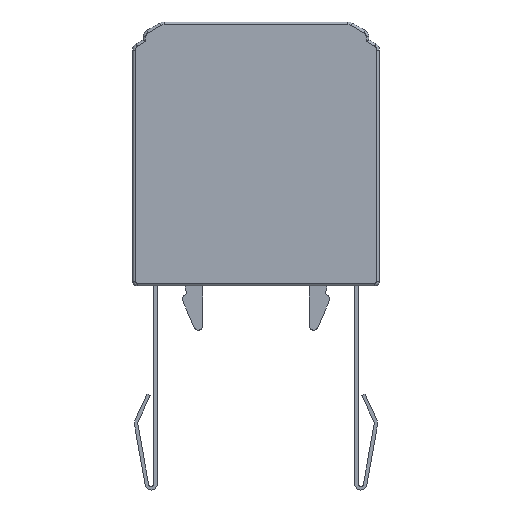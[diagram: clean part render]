
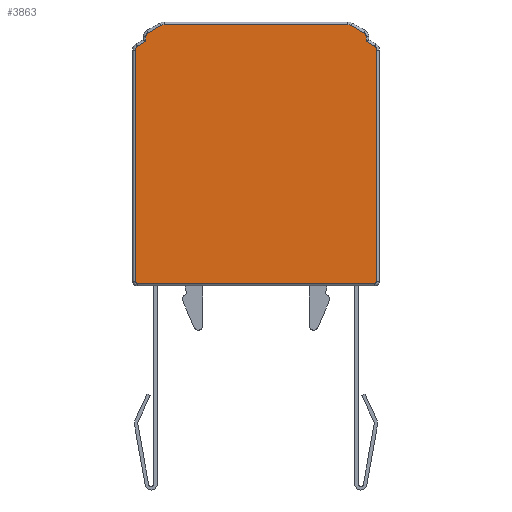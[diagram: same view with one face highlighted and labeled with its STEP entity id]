
A CAD part, left-side view. The second image highlights one B-rep face of the part: STEP entity #3863.
In plain terms, the highlighted planar face has unit normal (-1, 0, 0).
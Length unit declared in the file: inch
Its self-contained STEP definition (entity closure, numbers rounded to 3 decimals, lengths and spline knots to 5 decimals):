
#45=B_SPLINE_CURVE_WITH_KNOTS('',3,(#6071,#6072,#6073,#6074,#6075,#6076,
#6077,#6078,#6079,#6080,#6081,#6082,#6083),.UNSPECIFIED.,.F.,.F.,(4,3,3,
3,4),(0.,0.25,0.5,0.75,1.),.UNSPECIFIED.);
#46=B_SPLINE_CURVE_WITH_KNOTS('',3,(#6106,#6107,#6108,#6109,#6110,#6111,
#6112,#6113,#6114,#6115,#6116,#6117,#6118),.UNSPECIFIED.,.F.,.F.,(4,3,3,
3,4),(0.,0.25,0.5,0.75,1.),.UNSPECIFIED.);
#162=CIRCLE('',#4126,0.00031);
#165=CIRCLE('',#4130,0.00031);
#166=CIRCLE('',#4131,0.00078);
#167=CIRCLE('',#4132,0.00109);
#168=CIRCLE('',#4133,0.00109);
#169=CIRCLE('',#4134,0.00078);
#355=FACE_OUTER_BOUND('',#585,.T.);
#585=EDGE_LOOP('',(#2885,#2886,#2887,#2888,#2889,#2890,#2891,#2892,#2893,
#2894,#2895,#2896,#2897,#2898,#2899,#2900,#2901,#2902));
#935=LINE('',#6063,#1347);
#936=LINE('',#6065,#1348);
#937=LINE('',#6069,#1349);
#938=LINE('',#6085,#1350);
#939=LINE('',#6087,#1351);
#940=LINE('',#6091,#1352);
#941=LINE('',#6095,#1353);
#942=LINE('',#6099,#1354);
#943=LINE('',#6103,#1355);
#944=LINE('',#6105,#1356);
#1347=VECTOR('',#4792,0.04036);
#1348=VECTOR('',#4793,0.04154);
#1349=VECTOR('',#4796,0.04036);
#1350=VECTOR('',#4797,0.0017);
#1351=VECTOR('',#4798,0.0008);
#1352=VECTOR('',#4801,0.00259);
#1353=VECTOR('',#4804,0.0321);
#1354=VECTOR('',#4807,0.00259);
#1355=VECTOR('',#4810,0.0008);
#1356=VECTOR('',#4811,0.0017);
#1730=VERTEX_POINT('',#6056);
#1731=VERTEX_POINT('',#6057);
#1732=VERTEX_POINT('',#6062);
#1733=VERTEX_POINT('',#6064);
#1734=VERTEX_POINT('',#6066);
#1735=VERTEX_POINT('',#6068);
#1736=VERTEX_POINT('',#6070);
#1737=VERTEX_POINT('',#6084);
#1738=VERTEX_POINT('',#6086);
#1739=VERTEX_POINT('',#6088);
#1740=VERTEX_POINT('',#6090);
#1741=VERTEX_POINT('',#6092);
#1742=VERTEX_POINT('',#6094);
#1743=VERTEX_POINT('',#6096);
#1744=VERTEX_POINT('',#6098);
#1745=VERTEX_POINT('',#6100);
#1746=VERTEX_POINT('',#6102);
#1747=VERTEX_POINT('',#6104);
#2153=EDGE_CURVE('',#1730,#1731,#162,.T.);
#2156=EDGE_CURVE('',#1732,#1730,#935,.T.);
#2157=EDGE_CURVE('',#1731,#1733,#936,.T.);
#2158=EDGE_CURVE('',#1733,#1734,#165,.T.);
#2159=EDGE_CURVE('',#1734,#1735,#937,.T.);
#2160=EDGE_CURVE('',#1736,#1735,#45,.T.);
#2161=EDGE_CURVE('',#1737,#1736,#938,.T.);
#2162=EDGE_CURVE('',#1737,#1738,#939,.T.);
#2163=EDGE_CURVE('',#1738,#1739,#166,.T.);
#2164=EDGE_CURVE('',#1739,#1740,#940,.T.);
#2165=EDGE_CURVE('',#1740,#1741,#167,.T.);
#2166=EDGE_CURVE('',#1741,#1742,#941,.T.);
#2167=EDGE_CURVE('',#1742,#1743,#168,.T.);
#2168=EDGE_CURVE('',#1743,#1744,#942,.T.);
#2169=EDGE_CURVE('',#1744,#1745,#169,.T.);
#2170=EDGE_CURVE('',#1745,#1746,#943,.T.);
#2171=EDGE_CURVE('',#1747,#1746,#944,.T.);
#2172=EDGE_CURVE('',#1732,#1747,#46,.T.);
#2885=ORIENTED_EDGE('',*,*,#2156,.T.);
#2886=ORIENTED_EDGE('',*,*,#2153,.T.);
#2887=ORIENTED_EDGE('',*,*,#2157,.T.);
#2888=ORIENTED_EDGE('',*,*,#2158,.T.);
#2889=ORIENTED_EDGE('',*,*,#2159,.T.);
#2890=ORIENTED_EDGE('',*,*,#2160,.F.);
#2891=ORIENTED_EDGE('',*,*,#2161,.F.);
#2892=ORIENTED_EDGE('',*,*,#2162,.T.);
#2893=ORIENTED_EDGE('',*,*,#2163,.T.);
#2894=ORIENTED_EDGE('',*,*,#2164,.T.);
#2895=ORIENTED_EDGE('',*,*,#2165,.T.);
#2896=ORIENTED_EDGE('',*,*,#2166,.T.);
#2897=ORIENTED_EDGE('',*,*,#2167,.T.);
#2898=ORIENTED_EDGE('',*,*,#2168,.T.);
#2899=ORIENTED_EDGE('',*,*,#2169,.T.);
#2900=ORIENTED_EDGE('',*,*,#2170,.T.);
#2901=ORIENTED_EDGE('',*,*,#2171,.F.);
#2902=ORIENTED_EDGE('',*,*,#2172,.F.);
#3721=PLANE('',#4129);
#3863=ADVANCED_FACE('',(#355),#3721,.T.);
#4126=AXIS2_PLACEMENT_3D('',#6058,#4784,#4785);
#4129=AXIS2_PLACEMENT_3D('',#6061,#4790,#4791);
#4130=AXIS2_PLACEMENT_3D('',#6067,#4794,#4795);
#4131=AXIS2_PLACEMENT_3D('',#6089,#4799,#4800);
#4132=AXIS2_PLACEMENT_3D('',#6093,#4802,#4803);
#4133=AXIS2_PLACEMENT_3D('',#6097,#4805,#4806);
#4134=AXIS2_PLACEMENT_3D('',#6101,#4808,#4809);
#4784=DIRECTION('center_axis',(-1.,0.,0.));
#4785=DIRECTION('ref_axis',(0.,1.,0.));
#4790=DIRECTION('center_axis',(-1.,0.,0.));
#4791=DIRECTION('ref_axis',(0.,-1.,0.));
#4792=DIRECTION('',(0.,0.,-1.));
#4793=DIRECTION('',(0.,-1.,0.));
#4794=DIRECTION('center_axis',(-1.,0.,0.));
#4795=DIRECTION('ref_axis',(0.,0.,-1.));
#4796=DIRECTION('',(0.,0.,1.));
#4797=DIRECTION('',(0.,-0.866,-0.5));
#4798=DIRECTION('',(0.,0.,1.));
#4799=DIRECTION('center_axis',(-1.,0.,0.));
#4800=DIRECTION('ref_axis',(0.,-1.,0.));
#4801=DIRECTION('',(0.,0.866,0.5));
#4802=DIRECTION('center_axis',(-1.,0.,0.));
#4803=DIRECTION('ref_axis',(0.,-0.5,0.866));
#4804=DIRECTION('',(0.,1.,0.));
#4805=DIRECTION('center_axis',(-1.,0.,0.));
#4806=DIRECTION('ref_axis',(0.,0.,1.));
#4807=DIRECTION('',(0.,0.866,-0.5));
#4808=DIRECTION('center_axis',(-1.,0.,0.));
#4809=DIRECTION('ref_axis',(0.,0.5,0.866));
#4810=DIRECTION('',(0.,0.,-1.));
#4811=DIRECTION('',(0.,-0.866,0.5));
#6056=CARTESIAN_POINT('',(0.00504,0.04356,-0.00946));
#6057=CARTESIAN_POINT('',(0.00504,0.04325,-0.00977));
#6058=CARTESIAN_POINT('Origin',(0.00504,0.04325,
-0.00946));
#6061=CARTESIAN_POINT('Origin',(0.00504,0.04402,
-0.01023));
#6062=CARTESIAN_POINT('',(0.00504,0.04356,0.03091));
#6063=CARTESIAN_POINT('',(0.00504,0.04356,0.03091));
#6064=CARTESIAN_POINT('',(0.00504,0.00171,-0.00977));
#6065=CARTESIAN_POINT('',(0.00504,0.04325,-0.00977));
#6066=CARTESIAN_POINT('',(0.00504,0.0014,-0.00946));
#6067=CARTESIAN_POINT('Origin',(0.00504,0.00171,
-0.00946));
#6068=CARTESIAN_POINT('',(0.00504,0.00139,0.03091));
#6069=CARTESIAN_POINT('',(0.00504,0.0014,-0.00946));
#6070=CARTESIAN_POINT('',(0.00504,0.00178,0.03158));
#6071=CARTESIAN_POINT('Ctrl Pts',(0.00504,0.00178,
0.03158));
#6072=CARTESIAN_POINT('Ctrl Pts',(0.00504,0.00172,
0.03154));
#6073=CARTESIAN_POINT('Ctrl Pts',(0.00504,0.00167,
0.0315));
#6074=CARTESIAN_POINT('Ctrl Pts',(0.00504,0.00162,
0.03145));
#6075=CARTESIAN_POINT('Ctrl Pts',(0.00504,0.00157,
0.0314));
#6076=CARTESIAN_POINT('Ctrl Pts',(0.00504,0.00153,
0.03135));
#6077=CARTESIAN_POINT('Ctrl Pts',(0.00504,0.0015,
0.03129));
#6078=CARTESIAN_POINT('Ctrl Pts',(0.00504,0.00146,
0.03123));
#6079=CARTESIAN_POINT('Ctrl Pts',(0.00504,0.00144,
0.03117));
#6080=CARTESIAN_POINT('Ctrl Pts',(0.00504,0.00142,
0.0311));
#6081=CARTESIAN_POINT('Ctrl Pts',(0.00504,0.0014,
0.03104));
#6082=CARTESIAN_POINT('Ctrl Pts',(0.00504,0.00139,
0.03097));
#6083=CARTESIAN_POINT('Ctrl Pts',(0.00504,0.00139,
0.03091));
#6084=CARTESIAN_POINT('',(0.00504,0.00326,0.03243));
#6085=CARTESIAN_POINT('',(0.00504,0.00326,0.03243));
#6086=CARTESIAN_POINT('',(0.00504,0.00326,0.03323));
#6087=CARTESIAN_POINT('',(0.00504,0.00326,0.03243));
#6088=CARTESIAN_POINT('',(0.00504,0.00364,0.0339));
#6089=CARTESIAN_POINT('Origin',(0.00504,0.00403,
0.03323));
#6090=CARTESIAN_POINT('',(0.00504,0.00588,0.03519));
#6091=CARTESIAN_POINT('',(0.00504,0.00364,0.0339));
#6092=CARTESIAN_POINT('',(0.00504,0.00643,0.03534));
#6093=CARTESIAN_POINT('Origin',(0.00504,0.00643,
0.03426));
#6094=CARTESIAN_POINT('',(0.00504,0.03852,0.03534));
#6095=CARTESIAN_POINT('',(0.00504,0.00643,0.03534));
#6096=CARTESIAN_POINT('',(0.00504,0.03907,0.03519));
#6097=CARTESIAN_POINT('Origin',(0.00504,0.03852,0.03426));
#6098=CARTESIAN_POINT('',(0.00504,0.04131,0.0339));
#6099=CARTESIAN_POINT('',(0.00504,0.03907,0.03519));
#6100=CARTESIAN_POINT('',(0.00504,0.0417,0.03323));
#6101=CARTESIAN_POINT('Origin',(0.00504,0.04092,
0.03323));
#6102=CARTESIAN_POINT('',(0.00504,0.0417,0.03243));
#6103=CARTESIAN_POINT('',(0.00504,0.0417,0.03323));
#6104=CARTESIAN_POINT('',(0.00504,0.04317,0.03158));
#6105=CARTESIAN_POINT('',(0.00504,0.04317,0.03158));
#6106=CARTESIAN_POINT('Ctrl Pts',(0.00504,0.04356,
0.03091));
#6107=CARTESIAN_POINT('Ctrl Pts',(0.00504,0.04356,
0.03097));
#6108=CARTESIAN_POINT('Ctrl Pts',(0.00504,0.04355,
0.03104));
#6109=CARTESIAN_POINT('Ctrl Pts',(0.00504,0.04353,
0.0311));
#6110=CARTESIAN_POINT('Ctrl Pts',(0.00504,0.04351,
0.03117));
#6111=CARTESIAN_POINT('Ctrl Pts',(0.00504,0.04349,
0.03123));
#6112=CARTESIAN_POINT('Ctrl Pts',(0.00504,0.04345,
0.03129));
#6113=CARTESIAN_POINT('Ctrl Pts',(0.00504,0.04342,
0.03135));
#6114=CARTESIAN_POINT('Ctrl Pts',(0.00504,0.04338,
0.0314));
#6115=CARTESIAN_POINT('Ctrl Pts',(0.00504,0.04333,
0.03145));
#6116=CARTESIAN_POINT('Ctrl Pts',(0.00504,0.04328,
0.0315));
#6117=CARTESIAN_POINT('Ctrl Pts',(0.00504,0.04323,
0.03154));
#6118=CARTESIAN_POINT('Ctrl Pts',(0.00504,0.04317,
0.03158));
